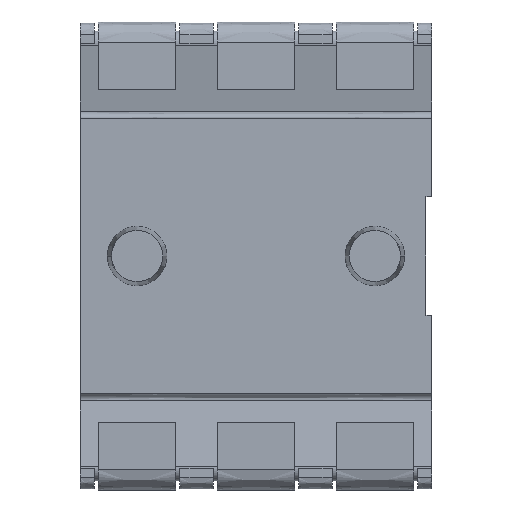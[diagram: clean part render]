
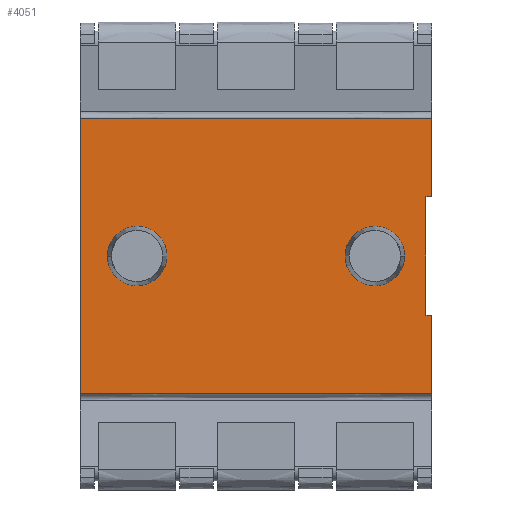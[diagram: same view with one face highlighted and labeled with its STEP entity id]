
A CAD part, front view. The second image highlights one B-rep face of the part: STEP entity #4051.
In plain terms, the highlighted free-form (B-spline) face has degree [1, 1] with [2, 2] control points.
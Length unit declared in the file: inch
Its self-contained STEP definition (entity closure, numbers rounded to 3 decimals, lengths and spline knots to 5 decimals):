
#17=CARTESIAN_POINT('',(-0.1,-0.043,0.));
#18=DIRECTION('',(0.,-1.,0.));
#19=DIRECTION('',(-1.,0.,0.));
#20=AXIS2_PLACEMENT_3D('',#17,#18,#19);
#26=CARTESIAN_POINT('',(-0.1,-0.043,0.));
#27=DIRECTION('',(0.,-1.,0.));
#28=DIRECTION('',(1.,0.,0.));
#29=AXIS2_PLACEMENT_3D('',#26,#27,#28);
#34=CARTESIAN_POINT('',(0.1,-0.043,0.));
#35=DIRECTION('',(0.,-1.,0.));
#36=DIRECTION('',(-1.,0.,0.));
#37=AXIS2_PLACEMENT_3D('',#34,#35,#36);
#42=CARTESIAN_POINT('',(0.1,-0.043,0.));
#43=DIRECTION('',(0.,-1.,0.));
#44=DIRECTION('',(1.,0.,0.));
#45=AXIS2_PLACEMENT_3D('',#42,#43,#44);
#50=DIRECTION('',(-1.,0.,0.));
#51=VECTOR('',#50,0.005);
#52=CARTESIAN_POINT('',(0.148,-0.043,-0.05));
#53=LINE('',#52,#51);
#57=DIRECTION('',(0.,0.,-1.));
#58=VECTOR('',#57,0.066);
#59=CARTESIAN_POINT('',(0.148,-0.043,-0.05));
#60=LINE('',#59,#58);
#64=DIRECTION('',(0.,0.,-1.));
#65=VECTOR('',#64,0.232);
#66=CARTESIAN_POINT('',(-0.148,-0.043,0.116));
#67=LINE('',#66,#65);
#71=DIRECTION('',(0.,0.,-1.));
#72=VECTOR('',#71,0.066);
#73=CARTESIAN_POINT('',(0.148,-0.043,0.116));
#74=LINE('',#73,#72);
#78=DIRECTION('',(-1.,0.,0.));
#79=VECTOR('',#78,0.005);
#80=CARTESIAN_POINT('',(0.148,-0.043,0.05));
#81=LINE('',#80,#79);
#85=DIRECTION('',(0.,0.,1.));
#86=VECTOR('',#85,0.1);
#87=CARTESIAN_POINT('',(0.143,-0.043,-0.05));
#88=LINE('',#87,#86);
#982=DIRECTION('',(1.,0.,0.));
#983=VECTOR('',#982,0.296);
#984=CARTESIAN_POINT('',(-0.148,-0.043,0.116));
#985=LINE('',#984,#983);
#1074=DIRECTION('',(1.,0.,0.));
#1075=VECTOR('',#1074,0.296);
#1076=CARTESIAN_POINT('',(-0.148,-0.043,-0.116));
#1077=LINE('',#1076,#1075);
#3648=CARTESIAN_POINT('',(-0.148,-0.043,0.116));
#3649=CARTESIAN_POINT('',(-0.148,-0.043,-0.116));
#3650=VERTEX_POINT('',#3648);
#3651=VERTEX_POINT('',#3649);
#3652=CARTESIAN_POINT('',(0.148,-0.043,-0.116));
#3654=VERTEX_POINT('',#3652);
#3688=CARTESIAN_POINT('',(0.148,-0.043,0.116));
#3690=VERTEX_POINT('',#3688);
#3728=CARTESIAN_POINT('',(-0.125,-0.043,0.));
#3729=CARTESIAN_POINT('',(-0.075,-0.043,0.));
#3730=VERTEX_POINT('',#3728);
#3731=VERTEX_POINT('',#3729);
#3732=CARTESIAN_POINT('',(0.075,-0.043,0.));
#3733=CARTESIAN_POINT('',(0.125,-0.043,0.));
#3734=VERTEX_POINT('',#3732);
#3735=VERTEX_POINT('',#3733);
#3736=CARTESIAN_POINT('',(0.148,-0.043,-0.05));
#3737=CARTESIAN_POINT('',(0.143,-0.043,-0.05));
#3738=VERTEX_POINT('',#3736);
#3739=VERTEX_POINT('',#3737);
#3740=CARTESIAN_POINT('',(0.143,-0.043,0.05));
#3741=VERTEX_POINT('',#3740);
#3742=CARTESIAN_POINT('',(0.148,-0.043,0.05));
#3743=VERTEX_POINT('',#3742);
#4016=CARTESIAN_POINT('',(-0.15392,-0.043,0.12064));
#4017=CARTESIAN_POINT('',(0.15392,-0.043,0.12064));
#4018=CARTESIAN_POINT('',(-0.15392,-0.043,-0.12064));
#4019=CARTESIAN_POINT('',(0.15392,-0.043,-0.12064));
#4020=B_SPLINE_SURFACE_WITH_KNOTS('',1,1,((#4016,#4017),(#4018,#4019)),
.UNSPECIFIED.,.F.,.F.,.F.,(2,2),(2,2),(-0.12064,0.12064),(-0.00392,
0.30392),.UNSPECIFIED.);
#4022=ORIENTED_EDGE('',*,*,#4021,.F.);
#4024=ORIENTED_EDGE('',*,*,#4023,.T.);
#4026=ORIENTED_EDGE('',*,*,#4025,.F.);
#4028=ORIENTED_EDGE('',*,*,#4027,.F.);
#4030=ORIENTED_EDGE('',*,*,#4029,.T.);
#4032=ORIENTED_EDGE('',*,*,#4031,.T.);
#4034=ORIENTED_EDGE('',*,*,#4033,.T.);
#4036=ORIENTED_EDGE('',*,*,#4035,.F.);
#4037=EDGE_LOOP('',(#4022,#4024,#4026,#4028,#4030,#4032,#4034,#4036));
#4038=FACE_OUTER_BOUND('',#4037,.F.);
#4040=ORIENTED_EDGE('',*,*,#4039,.T.);
#4042=ORIENTED_EDGE('',*,*,#4041,.T.);
#4043=EDGE_LOOP('',(#4040,#4042));
#4044=FACE_BOUND('',#4043,.F.);
#4046=ORIENTED_EDGE('',*,*,#4045,.T.);
#4048=ORIENTED_EDGE('',*,*,#4047,.T.);
#4049=EDGE_LOOP('',(#4046,#4048));
#4050=FACE_BOUND('',#4049,.F.);
#4051=ADVANCED_FACE('',(#4038,#4044,#4050),#4020,.T.);
#21=CIRCLE('',#20,0.025);
#30=CIRCLE('',#29,0.025);
#38=CIRCLE('',#37,0.025);
#46=CIRCLE('',#45,0.025);
#4021=EDGE_CURVE('',#3738,#3739,#53,.T.);
#4023=EDGE_CURVE('',#3738,#3654,#60,.T.);
#4025=EDGE_CURVE('',#3651,#3654,#1077,.T.);
#4027=EDGE_CURVE('',#3650,#3651,#67,.T.);
#4029=EDGE_CURVE('',#3650,#3690,#985,.T.);
#4031=EDGE_CURVE('',#3690,#3743,#74,.T.);
#4033=EDGE_CURVE('',#3743,#3741,#81,.T.);
#4035=EDGE_CURVE('',#3739,#3741,#88,.T.);
#4039=EDGE_CURVE('',#3730,#3731,#21,.T.);
#4041=EDGE_CURVE('',#3731,#3730,#30,.T.);
#4045=EDGE_CURVE('',#3734,#3735,#38,.T.);
#4047=EDGE_CURVE('',#3735,#3734,#46,.T.);
